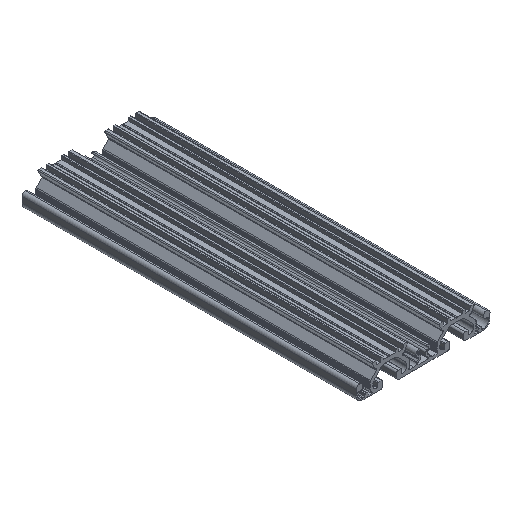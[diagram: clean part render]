
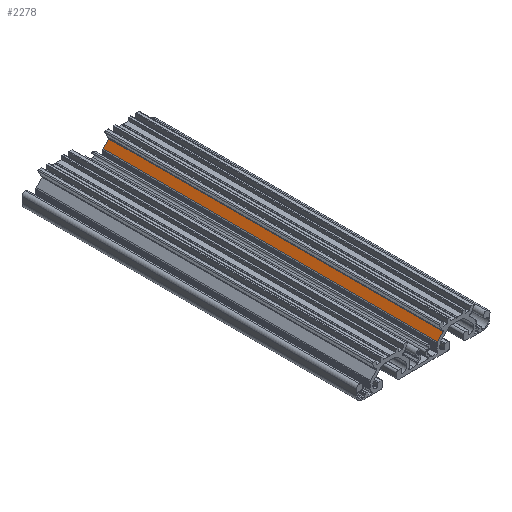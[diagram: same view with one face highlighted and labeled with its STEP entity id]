
A CAD part, isometric view. The second image highlights one B-rep face of the part: STEP entity #2278.
In plain terms, the highlighted planar face has unit normal (-0.707, 0, 0.707).
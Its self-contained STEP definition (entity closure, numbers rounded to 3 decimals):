
#441 = DIRECTION ( 'NONE',  ( 0.707, 0., 0.707 ) ) ;
#625 = CARTESIAN_POINT ( 'NONE',  ( 8.586, 0., -0.513 ) ) ;
#938 = VERTEX_POINT ( 'NONE', #8578 ) ;
#1053 = EDGE_LOOP ( 'NONE', ( #10307, #9929, #2089, #1107 ) ) ;
#1107 = ORIENTED_EDGE ( 'NONE', *, *, #4206, .T. ) ;
#1874 = LINE ( 'NONE', #7973, #6098 ) ;
#2089 = ORIENTED_EDGE ( 'NONE', *, *, #9889, .F. ) ;
#2278 = ADVANCED_FACE ( 'NONE', ( #4782 ), #3330, .T. ) ;
#2455 = VECTOR ( 'NONE', #441, 1000. ) ;
#2687 = VECTOR ( 'NONE', #7091, 1000. ) ;
#2742 = VERTEX_POINT ( 'NONE', #4442 ) ;
#3107 = AXIS2_PLACEMENT_3D ( 'NONE', #625, #10338, #5092 ) ;
#3330 = PLANE ( 'NONE',  #3107 ) ;
#4206 = EDGE_CURVE ( 'NONE', #8890, #9026, #10925, .T. ) ;
#4403 = CARTESIAN_POINT ( 'NONE',  ( 12.041, 0., 2.943 ) ) ;
#4442 = CARTESIAN_POINT ( 'NONE',  ( 12.041, 200., 2.943 ) ) ;
#4782 = FACE_OUTER_BOUND ( 'NONE', #1053, .T. ) ;
#4835 = VECTOR ( 'NONE', #10021, 1000. ) ;
#5092 = DIRECTION ( 'NONE',  ( 0.707, 0., 0.707 ) ) ;
#5138 = EDGE_CURVE ( 'NONE', #9026, #938, #1874, .T. ) ;
#5653 = CARTESIAN_POINT ( 'NONE',  ( 8.586, 200., -0.513 ) ) ;
#6098 = VECTOR ( 'NONE', #8125, 1000. ) ;
#6454 = EDGE_CURVE ( 'NONE', #938, #2742, #6787, .T. ) ;
#6787 = LINE ( 'NONE', #4403, #2687 ) ;
#7007 = CARTESIAN_POINT ( 'NONE',  ( 8.586, 0., -0.513 ) ) ;
#7091 = DIRECTION ( 'NONE',  ( 0., 1., 0. ) ) ;
#7659 = LINE ( 'NONE', #5653, #2455 ) ;
#7973 = CARTESIAN_POINT ( 'NONE',  ( 8.586, 0., -0.513 ) ) ;
#8125 = DIRECTION ( 'NONE',  ( 0.707, 0., 0.707 ) ) ;
#8252 = CARTESIAN_POINT ( 'NONE',  ( 8.586, 0., -0.513 ) ) ;
#8578 = CARTESIAN_POINT ( 'NONE',  ( 12.041, 0., 2.943 ) ) ;
#8890 = VERTEX_POINT ( 'NONE', #10247 ) ;
#9026 = VERTEX_POINT ( 'NONE', #7007 ) ;
#9889 = EDGE_CURVE ( 'NONE', #8890, #2742, #7659, .T. ) ;
#9929 = ORIENTED_EDGE ( 'NONE', *, *, #6454, .T. ) ;
#10021 = DIRECTION ( 'NONE',  ( 0., -1., 0. ) ) ;
#10247 = CARTESIAN_POINT ( 'NONE',  ( 8.586, 200., -0.513 ) ) ;
#10307 = ORIENTED_EDGE ( 'NONE', *, *, #5138, .T. ) ;
#10338 = DIRECTION ( 'NONE',  ( -0.707, 0., 0.707 ) ) ;
#10925 = LINE ( 'NONE', #8252, #4835 ) ;
